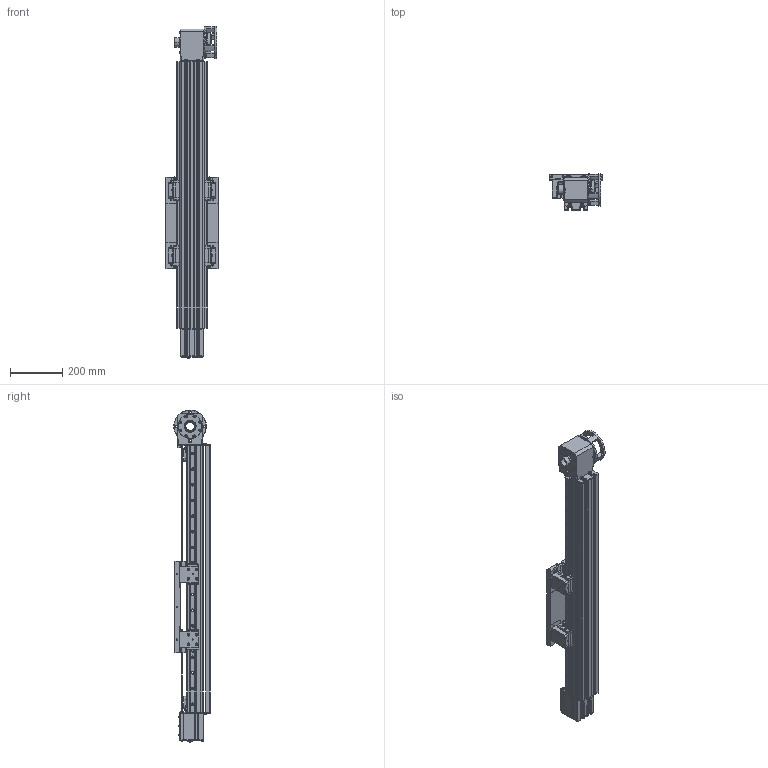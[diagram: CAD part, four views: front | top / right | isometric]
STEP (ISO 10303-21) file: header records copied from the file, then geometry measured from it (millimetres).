
FILE_DESCRIPTION (( 'STEP AP203' ), '1' );
FILE_NAME ('813.HHL.XXXX.STEP', '2016-12-12T14:46:28', ( 'Utente' ), ( '' ), 'SwSTEP 2.0', 'SolidWorks 2016', '' );
FILE_SCHEMA (( 'CONFIG_CONTROL_DESIGN' ));
Products named in the file (1): 813.HHL.XXXX
Bounding box: 200 x 139.44 x 1271.19 mm (x, y, z)
Surface area: 1090922.5 mm2 (no closed solid volume)
Topology: 0 solids, 254 shells, 2009 faces, 7707 edges, 5825 vertices
Faces by surface type: plane 1108, cylinder 654, torus 130, cone 82, bspline 35
Entity records: 87422 total; most frequent: CARTESIAN_POINT 22898, DIRECTION 13760, ORIENTED_EDGE 11003, EDGE_CURVE 7697, VERTEX_POINT 5825, LINE 4972, VECTOR 4972, AXIS2_PLACEMENT_3D 4394
